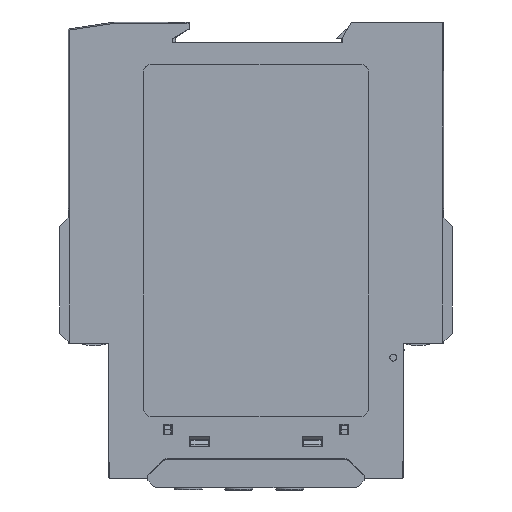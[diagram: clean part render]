
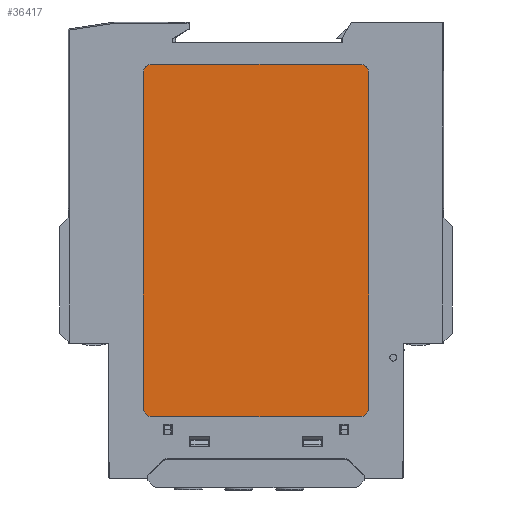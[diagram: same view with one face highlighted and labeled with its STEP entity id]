
A CAD part, left-side view. The second image highlights one B-rep face of the part: STEP entity #36417.
In plain terms, the highlighted planar face has unit normal (-1, 0, 0).
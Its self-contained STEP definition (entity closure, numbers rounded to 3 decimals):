
#331=B_SPLINE_CURVE_WITH_KNOTS('',3,(#51624,#51625,#51626,#51627,#51628,
#51629,#51630),.UNSPECIFIED.,.F.,.F.,(4,3,4),(0.,0.5,1.),
 .UNSPECIFIED.);
#333=B_SPLINE_CURVE_WITH_KNOTS('',3,(#51659,#51660,#51661,#51662,#51663,
#51664,#51665),.UNSPECIFIED.,.F.,.F.,(4,3,4),(0.,0.5,1.),
 .UNSPECIFIED.);
#335=B_SPLINE_CURVE_WITH_KNOTS('',3,(#51699,#51700,#51701,#51702,#51703,
#51704,#51705),.UNSPECIFIED.,.F.,.F.,(4,3,4),(0.,0.5,1.),
 .UNSPECIFIED.);
#337=B_SPLINE_CURVE_WITH_KNOTS('',3,(#51839,#51840,#51841,#51842,#51843,
#51844,#51845),.UNSPECIFIED.,.F.,.F.,(4,3,4),(0.,0.5,1.),
 .UNSPECIFIED.);
#1578=FACE_OUTER_BOUND('',#2944,.T.);
#2944=EDGE_LOOP('',(#27397,#27398,#27399,#27400,#27401,#27402,#27403,#27404,
#27405,#27406));
#5204=LINE('',#51596,#10487);
#5209=LINE('',#51633,#10492);
#5215=LINE('',#51671,#10498);
#5218=LINE('',#51677,#10501);
#5277=LINE('',#51836,#10560);
#5278=LINE('',#51846,#10561);
#10487=VECTOR('',#41152,10.);
#10492=VECTOR('',#41159,10.);
#10498=VECTOR('',#41167,10.);
#10501=VECTOR('',#41172,1000.);
#10560=VECTOR('',#41275,1000.);
#10561=VECTOR('',#41278,1000.);
#15636=VERTEX_POINT('',#51594);
#15637=VERTEX_POINT('',#51595);
#15641=VERTEX_POINT('',#51622);
#15642=VERTEX_POINT('',#51632);
#15645=VERTEX_POINT('',#51657);
#15647=VERTEX_POINT('',#51669);
#15649=VERTEX_POINT('',#51675);
#15651=VERTEX_POINT('',#51697);
#15696=VERTEX_POINT('',#51834);
#15697=VERTEX_POINT('',#51838);
#20707=EDGE_CURVE('',#15636,#15637,#5204,.T.);
#20713=EDGE_CURVE('',#15641,#15636,#331,.T.);
#20714=EDGE_CURVE('',#15642,#15641,#5209,.T.);
#20719=EDGE_CURVE('',#15645,#15642,#333,.T.);
#20722=EDGE_CURVE('',#15647,#15645,#5215,.T.);
#20725=EDGE_CURVE('',#15647,#15649,#5218,.T.);
#20728=EDGE_CURVE('',#15649,#15651,#335,.T.);
#20795=EDGE_CURVE('',#15651,#15696,#5277,.T.);
#20796=EDGE_CURVE('',#15696,#15697,#337,.T.);
#20797=EDGE_CURVE('',#15697,#15637,#5278,.T.);
#27397=ORIENTED_EDGE('',*,*,#20795,.T.);
#27398=ORIENTED_EDGE('',*,*,#20796,.T.);
#27399=ORIENTED_EDGE('',*,*,#20797,.T.);
#27400=ORIENTED_EDGE('',*,*,#20707,.F.);
#27401=ORIENTED_EDGE('',*,*,#20713,.F.);
#27402=ORIENTED_EDGE('',*,*,#20714,.F.);
#27403=ORIENTED_EDGE('',*,*,#20719,.F.);
#27404=ORIENTED_EDGE('',*,*,#20722,.F.);
#27405=ORIENTED_EDGE('',*,*,#20725,.T.);
#27406=ORIENTED_EDGE('',*,*,#20728,.T.);
#35290=PLANE('',#37964);
#36417=ADVANCED_FACE('',(#1578),#35290,.T.);
#37964=AXIS2_PLACEMENT_3D('',#51837,#41276,#41277);
#41152=DIRECTION('',(0.,1.,0.));
#41159=DIRECTION('',(0.,0.,-1.));
#41167=DIRECTION('',(0.,-1.,0.));
#41172=DIRECTION('',(0.,1.,0.));
#41275=DIRECTION('',(0.,0.,-1.));
#41276=DIRECTION('center_axis',(-1.,0.,0.));
#41277=DIRECTION('ref_axis',(0.,1.,0.));
#41278=DIRECTION('',(0.,-1.,0.));
#51594=CARTESIAN_POINT('',(-22.25,-21.999,-84.049));
#51595=CARTESIAN_POINT('',(-22.25,0.,-84.049));
#51596=CARTESIAN_POINT('',(-22.25,-21.999,-84.049));
#51622=CARTESIAN_POINT('',(-22.25,-24.049,-81.999));
#51624=CARTESIAN_POINT('Ctrl Pts',(-22.25,-24.049,
-81.999));
#51625=CARTESIAN_POINT('Ctrl Pts',(-22.25,-24.049,
-82.536));
#51626=CARTESIAN_POINT('Ctrl Pts',(-22.25,-23.828,
-83.069));
#51627=CARTESIAN_POINT('Ctrl Pts',(-22.25,-23.449,
-83.449));
#51628=CARTESIAN_POINT('Ctrl Pts',(-22.25,-23.069,
-83.828));
#51629=CARTESIAN_POINT('Ctrl Pts',(-22.25,-22.536,
-84.049));
#51630=CARTESIAN_POINT('Ctrl Pts',(-22.25,-21.999,
-84.049));
#51632=CARTESIAN_POINT('',(-22.25,-24.049,-11.002));
#51633=CARTESIAN_POINT('',(-22.25,-24.049,-11.002));
#51657=CARTESIAN_POINT('',(-22.25,-21.999,-8.952));
#51659=CARTESIAN_POINT('Ctrl Pts',(-22.25,-21.999,
-8.952));
#51660=CARTESIAN_POINT('Ctrl Pts',(-22.25,-22.536,
-8.952));
#51661=CARTESIAN_POINT('Ctrl Pts',(-22.25,-23.069,
-9.173));
#51662=CARTESIAN_POINT('Ctrl Pts',(-22.25,-23.449,
-9.552));
#51663=CARTESIAN_POINT('Ctrl Pts',(-22.25,-23.828,-9.932));
#51664=CARTESIAN_POINT('Ctrl Pts',(-22.25,-24.049,
-10.465));
#51665=CARTESIAN_POINT('Ctrl Pts',(-22.25,-24.049,-11.002));
#51669=CARTESIAN_POINT('',(-22.25,0.,-8.952));
#51671=CARTESIAN_POINT('',(-22.25,0.,-8.952));
#51675=CARTESIAN_POINT('',(-22.25,21.999,-8.952));
#51677=CARTESIAN_POINT('',(-22.25,11.,-8.952));
#51697=CARTESIAN_POINT('',(-22.25,24.049,-11.002));
#51699=CARTESIAN_POINT('Ctrl Pts',(-22.25,21.999,-8.952));
#51700=CARTESIAN_POINT('Ctrl Pts',(-22.25,22.536,-8.952));
#51701=CARTESIAN_POINT('Ctrl Pts',(-22.25,23.069,-9.173));
#51702=CARTESIAN_POINT('Ctrl Pts',(-22.25,23.449,-9.552));
#51703=CARTESIAN_POINT('Ctrl Pts',(-22.25,23.828,-9.932));
#51704=CARTESIAN_POINT('Ctrl Pts',(-22.25,24.049,-10.465));
#51705=CARTESIAN_POINT('Ctrl Pts',(-22.25,24.049,-11.002));
#51834=CARTESIAN_POINT('',(-22.25,24.049,-81.999));
#51836=CARTESIAN_POINT('',(-22.25,24.049,-46.5));
#51837=CARTESIAN_POINT('Origin',(-22.25,0.,
-8.952));
#51838=CARTESIAN_POINT('',(-22.25,21.999,-84.049));
#51839=CARTESIAN_POINT('Ctrl Pts',(-22.25,24.049,-81.999));
#51840=CARTESIAN_POINT('Ctrl Pts',(-22.25,24.049,-82.536));
#51841=CARTESIAN_POINT('Ctrl Pts',(-22.25,23.828,-83.069));
#51842=CARTESIAN_POINT('Ctrl Pts',(-22.25,23.449,-83.449));
#51843=CARTESIAN_POINT('Ctrl Pts',(-22.25,23.069,-83.828));
#51844=CARTESIAN_POINT('Ctrl Pts',(-22.25,22.536,-84.049));
#51845=CARTESIAN_POINT('Ctrl Pts',(-22.25,21.999,-84.049));
#51846=CARTESIAN_POINT('',(-22.25,11.,-84.049));
